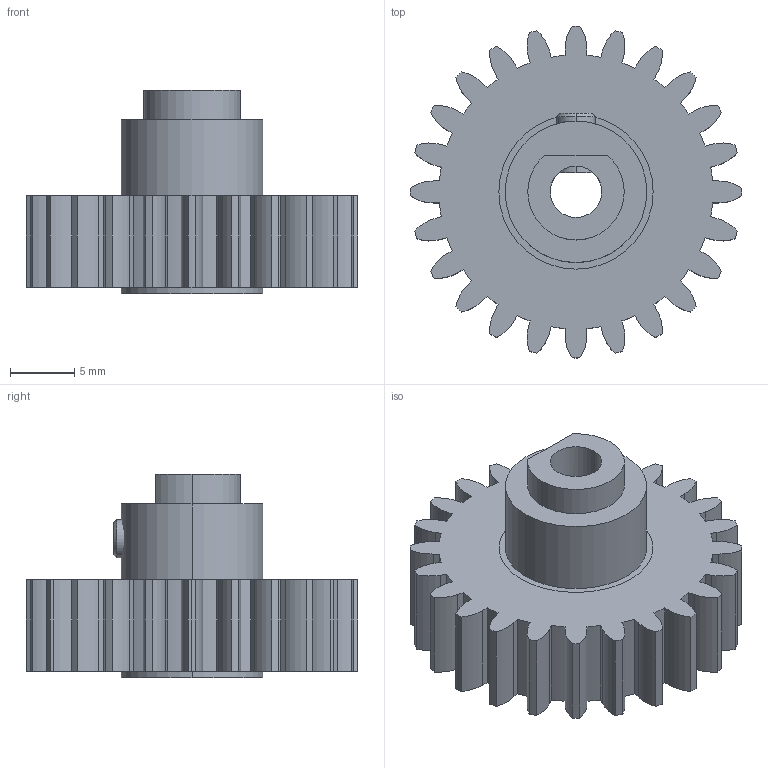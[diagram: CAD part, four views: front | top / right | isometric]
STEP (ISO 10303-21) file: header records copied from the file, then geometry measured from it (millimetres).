
FILE_DESCRIPTION (( 'STEP AP214' ), '1' );
FILE_NAME ('12-0024.step', '2020-04-06T07:12:50', ( '' ), ( '' ), 'SwSTEP 2.0', 'SolidWorks 2020', '' );
FILE_SCHEMA (( 'AUTOMOTIVE_DESIGN' ));
Length unit declared in the file: millimetre
Products named in the file (1): 12-0024
Bounding box: 25.8 x 25.8 x 15.8 mm (x, y, z)
Volume: 3592.4 mm3; surface area: 3037.2 mm2
Topology: 3 solids, 3 shells, 185 faces, 523 edges, 348 vertices
Faces by surface type: cylinder 118, plane 65, cone 2
Entity records: 6229 total; most frequent: CARTESIAN_POINT 1135, DIRECTION 1125, ORIENTED_EDGE 1046, EDGE_CURVE 523, AXIS2_PLACEMENT_3D 420, VERTEX_POINT 348, LINE 285, VECTOR 285
